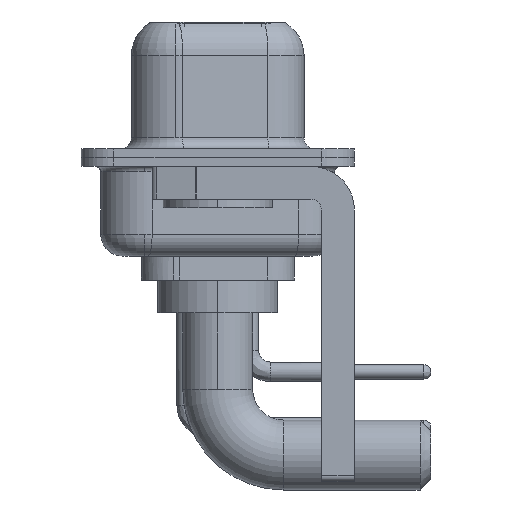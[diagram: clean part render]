
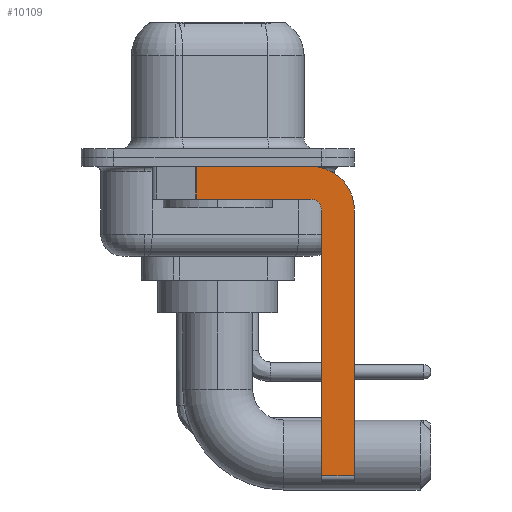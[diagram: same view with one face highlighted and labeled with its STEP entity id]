
A CAD part, left-side view. The second image highlights one B-rep face of the part: STEP entity #10109.
In plain terms, the highlighted planar face has unit normal (-1, 0, 0).
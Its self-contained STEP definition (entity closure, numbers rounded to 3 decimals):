
#6 = CARTESIAN_POINT ( 'NONE',  ( -2.9, 0.978, -0.4 ) ) ;
#413 = CARTESIAN_POINT ( 'NONE',  ( -2.9, -4.25, -0.4 ) ) ;
#1199 = VECTOR ( 'NONE', #4022, 1000. ) ;
#1515 = ORIENTED_EDGE ( 'NONE', *, *, #14244, .F. ) ;
#2039 = CIRCLE ( 'NONE', #20187, 0.5 ) ;
#2286 = DIRECTION ( 'NONE',  ( 0., 0., -1. ) ) ;
#2565 = EDGE_CURVE ( 'NONE', #5180, #15945, #11512, .T. ) ;
#2810 = CARTESIAN_POINT ( 'NONE',  ( -2.9, -6.25, -2.4 ) ) ;
#3251 = VECTOR ( 'NONE', #18159, 1000. ) ;
#3477 = DIRECTION ( 'NONE',  ( 0., -1., 0. ) ) ;
#3701 = CARTESIAN_POINT ( 'NONE',  ( -2.9, 0.978, -1.9 ) ) ;
#3923 = LINE ( 'NONE', #17264, #21230 ) ;
#3951 = CARTESIAN_POINT ( 'NONE',  ( -2.9, -4.25, -1.9 ) ) ;
#4022 = DIRECTION ( 'NONE',  ( 0., 0., -1. ) ) ;
#4106 = VERTEX_POINT ( 'NONE', #18305 ) ;
#4159 = DIRECTION ( 'NONE',  ( 1., 0., 0. ) ) ;
#4160 = VECTOR ( 'NONE', #10405, 1000. ) ;
#4796 = CARTESIAN_POINT ( 'NONE',  ( -2.9, -4.75, -14.55 ) ) ;
#5180 = VERTEX_POINT ( 'NONE', #4796 ) ;
#5204 = PLANE ( 'NONE',  #17243 ) ;
#5312 = DIRECTION ( 'NONE',  ( 0., 0., -1. ) ) ;
#5447 = DIRECTION ( 'NONE',  ( -1., 0., 0. ) ) ;
#5912 = VECTOR ( 'NONE', #3477, 1000. ) ;
#6869 = AXIS2_PLACEMENT_3D ( 'NONE', #17494, #4159, #15763 ) ;
#6928 = CARTESIAN_POINT ( 'NONE',  ( -2.9, -6.25, -14.55 ) ) ;
#7154 = CARTESIAN_POINT ( 'NONE',  ( -2.9, 3., -0.4 ) ) ;
#8501 = VERTEX_POINT ( 'NONE', #19526 ) ;
#8536 = VERTEX_POINT ( 'NONE', #2810 ) ;
#8640 = CARTESIAN_POINT ( 'NONE',  ( -2.9, -4.75, -2.4 ) ) ;
#8749 = DIRECTION ( 'NONE',  ( 0., 0., 1. ) ) ;
#9658 = VECTOR ( 'NONE', #20064, 1000. ) ;
#9785 = ORIENTED_EDGE ( 'NONE', *, *, #16652, .F. ) ;
#10109 = ADVANCED_FACE ( 'NONE', ( #20182 ), #5204, .F. ) ;
#10244 = DIRECTION ( 'NONE',  ( 1., 0., 0. ) ) ;
#10405 = DIRECTION ( 'NONE',  ( 0., 1., 0. ) ) ;
#10692 = LINE ( 'NONE', #3701, #1199 ) ;
#11372 = LINE ( 'NONE', #13227, #5912 ) ;
#11512 = LINE ( 'NONE', #13374, #3251 ) ;
#11713 = EDGE_CURVE ( 'NONE', #21118, #4106, #10692, .T. ) ;
#11901 = CARTESIAN_POINT ( 'NONE',  ( -2.9, -4.25, -2.4 ) ) ;
#12001 = ORIENTED_EDGE ( 'NONE', *, *, #16108, .F. ) ;
#12114 = EDGE_LOOP ( 'NONE', ( #13784, #13492, #9785, #20584, #13855, #16863, #12001, #1515 ) ) ;
#13227 = CARTESIAN_POINT ( 'NONE',  ( -2.9, -4.25, -14.55 ) ) ;
#13266 = VERTEX_POINT ( 'NONE', #413 ) ;
#13374 = CARTESIAN_POINT ( 'NONE',  ( -2.9, -4.75, -14.8 ) ) ;
#13492 = ORIENTED_EDGE ( 'NONE', *, *, #11713, .T. ) ;
#13647 = VERTEX_POINT ( 'NONE', #6928 ) ;
#13686 = EDGE_CURVE ( 'NONE', #21118, #13266, #17097, .T. ) ;
#13784 = ORIENTED_EDGE ( 'NONE', *, *, #13686, .F. ) ;
#13855 = ORIENTED_EDGE ( 'NONE', *, *, #2565, .F. ) ;
#14244 = EDGE_CURVE ( 'NONE', #13266, #8536, #18035, .T. ) ;
#15763 = DIRECTION ( 'NONE',  ( 0., 0., -1. ) ) ;
#15883 = EDGE_CURVE ( 'NONE', #15945, #8501, #2039, .T. ) ;
#15945 = VERTEX_POINT ( 'NONE', #8640 ) ;
#16108 = EDGE_CURVE ( 'NONE', #8536, #13647, #3923, .T. ) ;
#16652 = EDGE_CURVE ( 'NONE', #8501, #4106, #18708, .T. ) ;
#16863 = ORIENTED_EDGE ( 'NONE', *, *, #18559, .T. ) ;
#17097 = LINE ( 'NONE', #7154, #9658 ) ;
#17243 = AXIS2_PLACEMENT_3D ( 'NONE', #11901, #10244, #5312 ) ;
#17264 = CARTESIAN_POINT ( 'NONE',  ( -2.9, -6.25, -2.4 ) ) ;
#17494 = CARTESIAN_POINT ( 'NONE',  ( -2.9, -4.25, -2.4 ) ) ;
#18035 = CIRCLE ( 'NONE', #6869, 2. ) ;
#18159 = DIRECTION ( 'NONE',  ( 0., 0., 1. ) ) ;
#18305 = CARTESIAN_POINT ( 'NONE',  ( -2.9, 0.978, -1.9 ) ) ;
#18470 = CARTESIAN_POINT ( 'NONE',  ( -2.9, -4.25, -2.4 ) ) ;
#18559 = EDGE_CURVE ( 'NONE', #5180, #13647, #11372, .T. ) ;
#18708 = LINE ( 'NONE', #3951, #4160 ) ;
#19526 = CARTESIAN_POINT ( 'NONE',  ( -2.9, -4.25, -1.9 ) ) ;
#20064 = DIRECTION ( 'NONE',  ( 0., -1., 0. ) ) ;
#20182 = FACE_OUTER_BOUND ( 'NONE', #12114, .T. ) ;
#20187 = AXIS2_PLACEMENT_3D ( 'NONE', #18470, #5447, #8749 ) ;
#20584 = ORIENTED_EDGE ( 'NONE', *, *, #15883, .F. ) ;
#21118 = VERTEX_POINT ( 'NONE', #6 ) ;
#21230 = VECTOR ( 'NONE', #2286, 1000. ) ;
